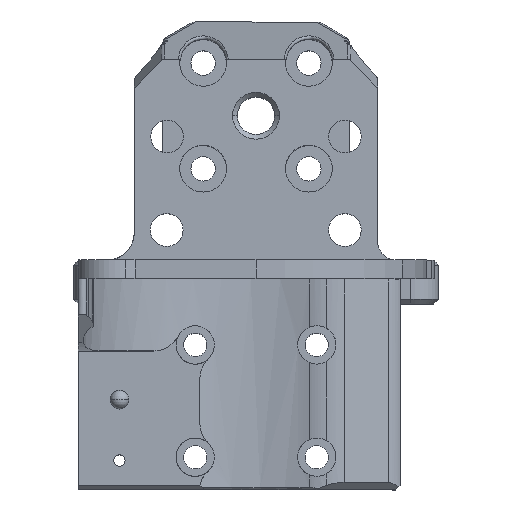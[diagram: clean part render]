
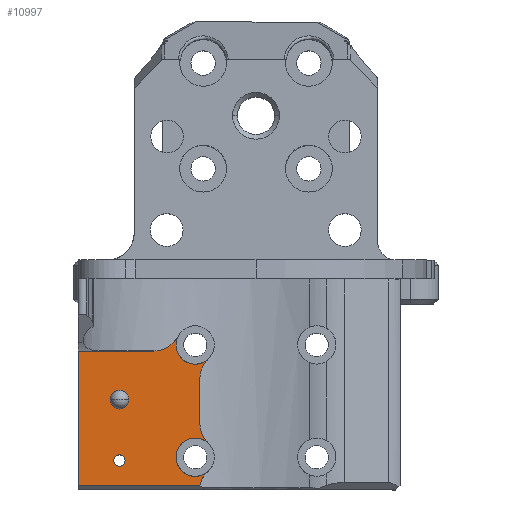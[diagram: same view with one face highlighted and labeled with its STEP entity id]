
A CAD part, top view. The second image highlights one B-rep face of the part: STEP entity #10997.
In plain terms, the highlighted planar face has unit normal (0, 0, 1).
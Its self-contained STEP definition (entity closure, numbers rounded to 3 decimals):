
#189 = CIRCLE ( 'NONE', #9025, 3. ) ;
#363 = ORIENTED_EDGE ( 'NONE', *, *, #1340, .F. ) ;
#392 = DIRECTION ( 'NONE',  ( 1., 0., 0. ) ) ;
#416 = CARTESIAN_POINT ( 'NONE',  ( -3.089, -9.724, 10.05 ) ) ;
#590 = CIRCLE ( 'NONE', #1850, 0.6 ) ;
#739 = VERTEX_POINT ( 'NONE', #6686 ) ;
#851 = DIRECTION ( 'NONE',  ( 0., 0., -1. ) ) ;
#914 = ORIENTED_EDGE ( 'NONE', *, *, #13481, .T. ) ;
#1059 = CIRCLE ( 'NONE', #4118, 3. ) ;
#1065 = VERTEX_POINT ( 'NONE', #6345 ) ;
#1158 = EDGE_CURVE ( 'NONE', #739, #8853, #4185, .T. ) ;
#1210 = EDGE_LOOP ( 'NONE', ( #5993, #10608 ) ) ;
#1272 = VERTEX_POINT ( 'NONE', #11566 ) ;
#1307 = CARTESIAN_POINT ( 'NONE',  ( -5.079, -4.522, 10.05 ) ) ;
#1332 = CIRCLE ( 'NONE', #7335, 2.05 ) ;
#1340 = EDGE_CURVE ( 'NONE', #11388, #1681, #7409, .T. ) ;
#1360 = CARTESIAN_POINT ( 'NONE',  ( -14.6, 0.15, 10.05 ) ) ;
#1378 = DIRECTION ( 'NONE',  ( 0., 0., -1. ) ) ;
#1436 = AXIS2_PLACEMENT_3D ( 'NONE', #7060, #9257, #10139 ) ;
#1451 = DIRECTION ( 'NONE',  ( 0., 1., 0. ) ) ;
#1464 = EDGE_CURVE ( 'NONE', #5643, #739, #1059, .T. ) ;
#1466 = ORIENTED_EDGE ( 'NONE', *, *, #7764, .T. ) ;
#1522 = ORIENTED_EDGE ( 'NONE', *, *, #2470, .T. ) ;
#1681 = VERTEX_POINT ( 'NONE', #5819 ) ;
#1736 = FACE_OUTER_BOUND ( 'NONE', #4825, .T. ) ;
#1838 = DIRECTION ( 'NONE',  ( -1., 0., 0. ) ) ;
#1850 = AXIS2_PLACEMENT_3D ( 'NONE', #7516, #7562, #12940 ) ;
#1863 = VECTOR ( 'NONE', #2219, 1000. ) ;
#1910 = ORIENTED_EDGE ( 'NONE', *, *, #13092, .T. ) ;
#1921 = EDGE_CURVE ( 'NONE', #13567, #6296, #2004, .T. ) ;
#1932 = AXIS2_PLACEMENT_3D ( 'NONE', #6696, #4617, #392 ) ;
#1989 = CIRCLE ( 'NONE', #3109, 2.05 ) ;
#2002 = VECTOR ( 'NONE', #9040, 1000. ) ;
#2004 = CIRCLE ( 'NONE', #9820, 1. ) ;
#2219 = DIRECTION ( 'NONE',  ( -1., 0., 0. ) ) ;
#2414 = VERTEX_POINT ( 'NONE', #12289 ) ;
#2443 = AXIS2_PLACEMENT_3D ( 'NONE', #2990, #9315, #5044 ) ;
#2460 = LINE ( 'NONE', #3756, #2801 ) ;
#2470 = EDGE_CURVE ( 'NONE', #1272, #2414, #189, .T. ) ;
#2580 = DIRECTION ( 'NONE',  ( 0., 0., -1. ) ) ;
#2649 = AXIS2_PLACEMENT_3D ( 'NONE', #10627, #13708, #4184 ) ;
#2708 = ORIENTED_EDGE ( 'NONE', *, *, #4908, .T. ) ;
#2801 = VECTOR ( 'NONE', #1838, 1000. ) ;
#2817 = EDGE_LOOP ( 'NONE', ( #5406, #5252 ) ) ;
#2842 = ORIENTED_EDGE ( 'NONE', *, *, #1464, .T. ) ;
#2990 = CARTESIAN_POINT ( 'NONE',  ( -6.5, 6., 10.05 ) ) ;
#3045 = DIRECTION ( 'NONE',  ( 0., 1., 0. ) ) ;
#3109 = AXIS2_PLACEMENT_3D ( 'NONE', #9348, #5083, #3988 ) ;
#3273 = AXIS2_PLACEMENT_3D ( 'NONE', #5012, #12599, #6099 ) ;
#3336 = DIRECTION ( 'NONE',  ( 0., 1., 0. ) ) ;
#3446 = CARTESIAN_POINT ( 'NONE',  ( -6., 2.36, 10.05 ) ) ;
#3531 = ORIENTED_EDGE ( 'NONE', *, *, #11950, .F. ) ;
#3557 = CARTESIAN_POINT ( 'NONE',  ( -6.5, 6., 10.05 ) ) ;
#3756 = CARTESIAN_POINT ( 'NONE',  ( -19.05, 5.35, 10.05 ) ) ;
#3847 = VECTOR ( 'NONE', #12831, 1000. ) ;
#3988 = DIRECTION ( 'NONE',  ( -1., 0., 0. ) ) ;
#4048 = PLANE ( 'NONE',  #3273 ) ;
#4118 = AXIS2_PLACEMENT_3D ( 'NONE', #9465, #9362, #3045 ) ;
#4176 = CARTESIAN_POINT ( 'NONE',  ( -14., -6.35, 10.05 ) ) ;
#4184 = DIRECTION ( 'NONE',  ( -1., 0., 0. ) ) ;
#4185 = CIRCLE ( 'NONE', #2443, 2.05 ) ;
#4488 = EDGE_CURVE ( 'NONE', #6425, #13008, #7992, .T. ) ;
#4597 = CARTESIAN_POINT ( 'NONE',  ( -6., -2.36, 10.05 ) ) ;
#4617 = DIRECTION ( 'NONE',  ( 0., 0., -1. ) ) ;
#4732 = VERTEX_POINT ( 'NONE', #5219 ) ;
#4768 = EDGE_CURVE ( 'NONE', #10652, #12064, #590, .T. ) ;
#4825 = EDGE_LOOP ( 'NONE', ( #1522, #1910, #1466, #363, #2708, #3531, #6623, #12804, #5974, #2842, #10671, #914 ) ) ;
#4844 = EDGE_CURVE ( 'NONE', #6296, #13567, #8967, .T. ) ;
#4897 = AXIS2_PLACEMENT_3D ( 'NONE', #1360, #9768, #3336 ) ;
#4908 = EDGE_CURVE ( 'NONE', #11388, #1065, #13569, .T. ) ;
#5012 = CARTESIAN_POINT ( 'NONE',  ( -19., -9.7, 10.05 ) ) ;
#5044 = DIRECTION ( 'NONE',  ( -1., 0., 0. ) ) ;
#5083 = DIRECTION ( 'NONE',  ( 0., 0., 1. ) ) ;
#5219 = CARTESIAN_POINT ( 'NONE',  ( -19., 5.35, 10.05 ) ) ;
#5252 = ORIENTED_EDGE ( 'NONE', *, *, #1921, .T. ) ;
#5406 = ORIENTED_EDGE ( 'NONE', *, *, #4844, .T. ) ;
#5604 = CARTESIAN_POINT ( 'NONE',  ( -10.97, 8.35, 10.05 ) ) ;
#5643 = VERTEX_POINT ( 'NONE', #3446 ) ;
#5766 = DIRECTION ( 'NONE',  ( -1., 0., 0. ) ) ;
#5819 = CARTESIAN_POINT ( 'NONE',  ( -19., -9., 10.05 ) ) ;
#5974 = ORIENTED_EDGE ( 'NONE', *, *, #12358, .F. ) ;
#5993 = ORIENTED_EDGE ( 'NONE', *, *, #12348, .T. ) ;
#6099 = DIRECTION ( 'NONE',  ( 0., -1., 0. ) ) ;
#6296 = VERTEX_POINT ( 'NONE', #13770 ) ;
#6345 = CARTESIAN_POINT ( 'NONE',  ( -5.115, -7.512, 10.05 ) ) ;
#6425 = VERTEX_POINT ( 'NONE', #1307 ) ;
#6623 = ORIENTED_EDGE ( 'NONE', *, *, #12619, .F. ) ;
#6686 = CARTESIAN_POINT ( 'NONE',  ( -5.079, 4.522, 10.05 ) ) ;
#6696 = CARTESIAN_POINT ( 'NONE',  ( -14.6, -6.35, 10.05 ) ) ;
#6760 = FACE_BOUND ( 'NONE', #2817, .T. ) ;
#7060 = CARTESIAN_POINT ( 'NONE',  ( -3., -2.36, 10.05 ) ) ;
#7084 = CARTESIAN_POINT ( 'NONE',  ( -15.6, 0.15, 10.05 ) ) ;
#7184 = CIRCLE ( 'NONE', #2649, 2.05 ) ;
#7335 = AXIS2_PLACEMENT_3D ( 'NONE', #3557, #13148, #5766 ) ;
#7409 = LINE ( 'NONE', #8655, #1863 ) ;
#7516 = CARTESIAN_POINT ( 'NONE',  ( -14.6, -6.35, 10.05 ) ) ;
#7562 = DIRECTION ( 'NONE',  ( 0., 0., -1. ) ) ;
#7725 = DIRECTION ( 'NONE',  ( 0., 1., 0. ) ) ;
#7764 = EDGE_CURVE ( 'NONE', #4732, #1681, #9571, .T. ) ;
#7913 = CARTESIAN_POINT ( 'NONE',  ( -6., 3.5, 10.05 ) ) ;
#7931 = FACE_BOUND ( 'NONE', #1210, .T. ) ;
#7992 = CIRCLE ( 'NONE', #1436, 3. ) ;
#8211 = CIRCLE ( 'NONE', #1932, 0.6 ) ;
#8534 = CARTESIAN_POINT ( 'NONE',  ( -19., -8.5, 10.05 ) ) ;
#8655 = CARTESIAN_POINT ( 'NONE',  ( -9.5, -9., 10.05 ) ) ;
#8853 = VERTEX_POINT ( 'NONE', #10779 ) ;
#8967 = CIRCLE ( 'NONE', #4897, 1. ) ;
#9025 = AXIS2_PLACEMENT_3D ( 'NONE', #5604, #1378, #7725 ) ;
#9040 = DIRECTION ( 'NONE',  ( 0., -1., 0. ) ) ;
#9257 = DIRECTION ( 'NONE',  ( 0., 0., -1. ) ) ;
#9315 = DIRECTION ( 'NONE',  ( 0., 0., -1. ) ) ;
#9348 = CARTESIAN_POINT ( 'NONE',  ( -6.5, -6., 10.05 ) ) ;
#9362 = DIRECTION ( 'NONE',  ( 0., 0., -1. ) ) ;
#9465 = CARTESIAN_POINT ( 'NONE',  ( -3., 2.36, 10.05 ) ) ;
#9571 = LINE ( 'NONE', #8534, #3847 ) ;
#9662 = CARTESIAN_POINT ( 'NONE',  ( -8.55, -6., 10.05 ) ) ;
#9720 = LINE ( 'NONE', #7913, #2002 ) ;
#9768 = DIRECTION ( 'NONE',  ( 0., 0., -1. ) ) ;
#9820 = AXIS2_PLACEMENT_3D ( 'NONE', #13740, #851, #10459 ) ;
#10139 = DIRECTION ( 'NONE',  ( 0., 1., 0. ) ) ;
#10459 = DIRECTION ( 'NONE',  ( 0., 1., 0. ) ) ;
#10608 = ORIENTED_EDGE ( 'NONE', *, *, #4768, .T. ) ;
#10627 = CARTESIAN_POINT ( 'NONE',  ( -6.5, -6., 10.05 ) ) ;
#10652 = VERTEX_POINT ( 'NONE', #11107 ) ;
#10671 = ORIENTED_EDGE ( 'NONE', *, *, #1158, .T. ) ;
#10779 = CARTESIAN_POINT ( 'NONE',  ( -8.55, 6., 10.05 ) ) ;
#10997 = ADVANCED_FACE ( 'NONE', ( #1736, #6760, #7931 ), #4048, .F. ) ;
#11107 = CARTESIAN_POINT ( 'NONE',  ( -15.2, -6.35, 10.05 ) ) ;
#11388 = VERTEX_POINT ( 'NONE', #12036 ) ;
#11566 = CARTESIAN_POINT ( 'NONE',  ( -8.315, 6.954, 10.05 ) ) ;
#11874 = AXIS2_PLACEMENT_3D ( 'NONE', #416, #2580, #1451 ) ;
#11950 = EDGE_CURVE ( 'NONE', #13343, #1065, #7184, .T. ) ;
#12036 = CARTESIAN_POINT ( 'NONE',  ( -6., -9., 10.05 ) ) ;
#12064 = VERTEX_POINT ( 'NONE', #4176 ) ;
#12289 = CARTESIAN_POINT ( 'NONE',  ( -10.97, 5.35, 10.05 ) ) ;
#12348 = EDGE_CURVE ( 'NONE', #12064, #10652, #8211, .T. ) ;
#12358 = EDGE_CURVE ( 'NONE', #5643, #13008, #9720, .T. ) ;
#12599 = DIRECTION ( 'NONE',  ( 0., 0., -1. ) ) ;
#12619 = EDGE_CURVE ( 'NONE', #6425, #13343, #1989, .T. ) ;
#12804 = ORIENTED_EDGE ( 'NONE', *, *, #4488, .T. ) ;
#12831 = DIRECTION ( 'NONE',  ( 0., -1., 0. ) ) ;
#12940 = DIRECTION ( 'NONE',  ( 1., 0., 0. ) ) ;
#13008 = VERTEX_POINT ( 'NONE', #4597 ) ;
#13092 = EDGE_CURVE ( 'NONE', #2414, #4732, #2460, .T. ) ;
#13148 = DIRECTION ( 'NONE',  ( 0., 0., -1. ) ) ;
#13343 = VERTEX_POINT ( 'NONE', #9662 ) ;
#13481 = EDGE_CURVE ( 'NONE', #8853, #1272, #1332, .T. ) ;
#13567 = VERTEX_POINT ( 'NONE', #7084 ) ;
#13569 = CIRCLE ( 'NONE', #11874, 3. ) ;
#13708 = DIRECTION ( 'NONE',  ( 0., 0., 1. ) ) ;
#13740 = CARTESIAN_POINT ( 'NONE',  ( -14.6, 0.15, 10.05 ) ) ;
#13770 = CARTESIAN_POINT ( 'NONE',  ( -13.6, 0.15, 10.05 ) ) ;
